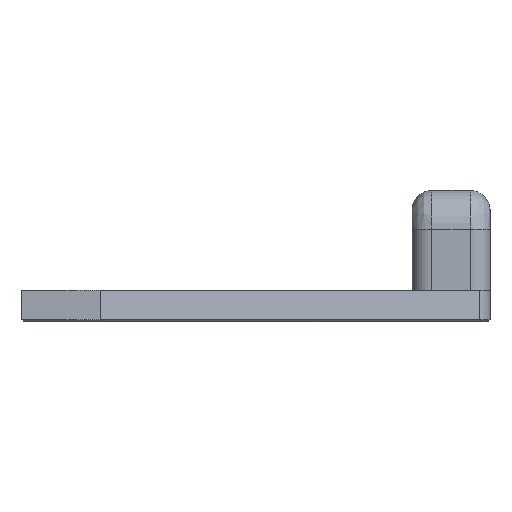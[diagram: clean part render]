
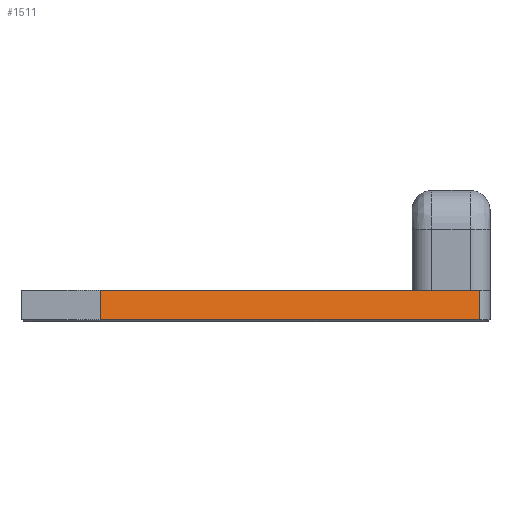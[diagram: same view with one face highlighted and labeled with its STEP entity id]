
A CAD part, left-side view. The second image highlights one B-rep face of the part: STEP entity #1511.
In plain terms, the highlighted face is planar.
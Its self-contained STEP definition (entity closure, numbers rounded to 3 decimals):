
#60=PLANE('',#1642);
#154=LINE('',#2508,#304);
#175=LINE('',#2551,#325);
#176=LINE('',#2554,#326);
#177=LINE('',#2555,#327);
#304=VECTOR('',#1907,10.);
#325=VECTOR('',#1956,10.);
#326=VECTOR('',#1959,10.);
#327=VECTOR('',#1960,10.);
#478=FACE_OUTER_BOUND('',#574,.T.);
#574=EDGE_LOOP('',(#1234,#1235,#1236,#1237));
#750=VERTEX_POINT('',#2506);
#751=VERTEX_POINT('',#2507);
#759=VERTEX_POINT('',#2549);
#760=VERTEX_POINT('',#2553);
#911=EDGE_CURVE('',#750,#751,#154,.T.);
#934=EDGE_CURVE('',#751,#759,#175,.T.);
#935=EDGE_CURVE('',#759,#760,#176,.T.);
#936=EDGE_CURVE('',#750,#760,#177,.T.);
#1234=ORIENTED_EDGE('',*,*,#935,.T.);
#1235=ORIENTED_EDGE('',*,*,#936,.F.);
#1236=ORIENTED_EDGE('',*,*,#911,.T.);
#1237=ORIENTED_EDGE('',*,*,#934,.T.);
#1511=ADVANCED_FACE('',(#478),#60,.F.);
#1642=AXIS2_PLACEMENT_3D('',#2552,#1957,#1958);
#1907=DIRECTION('',(-0.447,-0.894,0.));
#1956=DIRECTION('',(0.,0.,-1.));
#1957=DIRECTION('center_axis',(-0.894,0.447,0.));
#1958=DIRECTION('ref_axis',(0.447,0.894,0.));
#1959=DIRECTION('',(0.447,0.894,0.));
#1960=DIRECTION('',(0.,0.,-1.));
#2506=CARTESIAN_POINT('',(70.,100.,-0.5));
#2507=CARTESIAN_POINT('',(21.382,2.764,-0.5));
#2508=CARTESIAN_POINT('',(30.691,21.382,-0.5));
#2549=CARTESIAN_POINT('',(21.382,2.764,-8.));
#2551=CARTESIAN_POINT('',(21.382,2.764,0.));
#2552=CARTESIAN_POINT('Origin',(21.382,2.764,0.));
#2553=CARTESIAN_POINT('',(70.,100.,-8.));
#2554=CARTESIAN_POINT('',(35.067,30.135,-8.));
#2555=CARTESIAN_POINT('',(70.,100.,0.));
